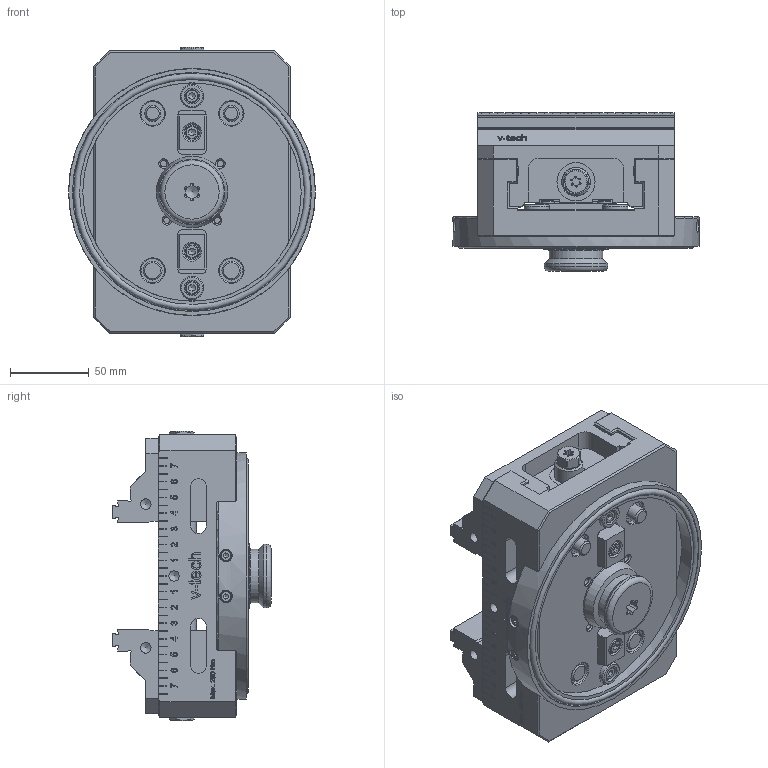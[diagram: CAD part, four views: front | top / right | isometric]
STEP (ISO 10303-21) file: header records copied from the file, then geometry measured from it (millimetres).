
FILE_DESCRIPTION(/* description */ (''),/* implementation_level */ '2;1');
FILE_NAME(/* name */ 'VIS-E-125-180.stp',/* time_stamp */ '2026-01-29T14:20:26+01:00',/* author */ ('Admin'),/* organization */ (''),/* preprocessor_version */ 'ST-DEVELOPER v20',/* originating_system */ 'Autodesk Inventor 2025',/* authorisation */ '');
FILE_SCHEMA (('CONFIG_CONTROL_DESIGN'));
Products named in the file (4): Sestava6; 24002-1117.1; 24002-1117.2; 24002-0107
Assembly tree (3 placements, depth 2):
  Sestava6
    24002-1117.1
    24002-1117.2
    24002-0107
Bounding box: 157 x 100.8 x 184 mm (x, y, z)
Volume: 1121282.7 mm3; surface area: 220290.1 mm2
Topology: 4 solids, 52 shells, 3321 faces, 8931 edges, 5874 vertices
Faces by surface type: plane 2040, bspline 672, cylinder 262, cone 246, torus 101
Full cylindrical faces by diameter (mm): 1.567 x8, 2.4 x8, 3.242 x4, 3.8 x8, 4 x4, 4.134 x8, 4.5 x4, 4.917 x2, 5 x8, 5.3 x2, 5.5 x6, 6 x2, 6.4 x2, 6.647 x6, 7 x4, 8 x5, 8.5 x8, 9 x2, 10 x12, 10.376 x4, 10.5 x2, 12 x2, 15 x8, 16 x5, 16.376 x3, 17 x4, 18 x12, 18.4 x2, 18.5 x3, 19 x1
Entity records: 110336 total; most frequent: CARTESIAN_POINT 29256, ORIENTED_EDGE 17726, DIRECTION 13632, EDGE_CURVE 8863, LINE 6046, VECTOR 6046, VERTEX_POINT 5874, AXIS2_PLACEMENT_3D 3793
